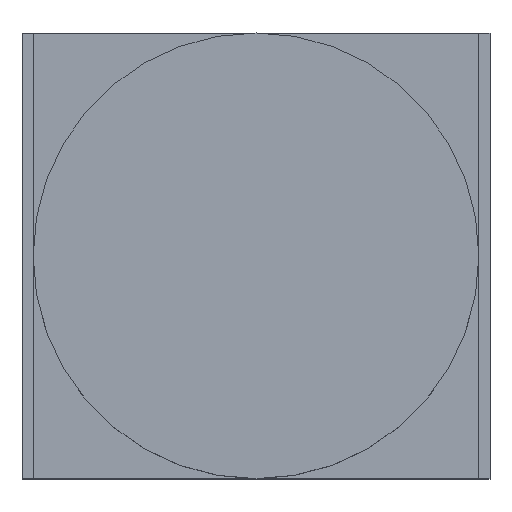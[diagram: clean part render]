
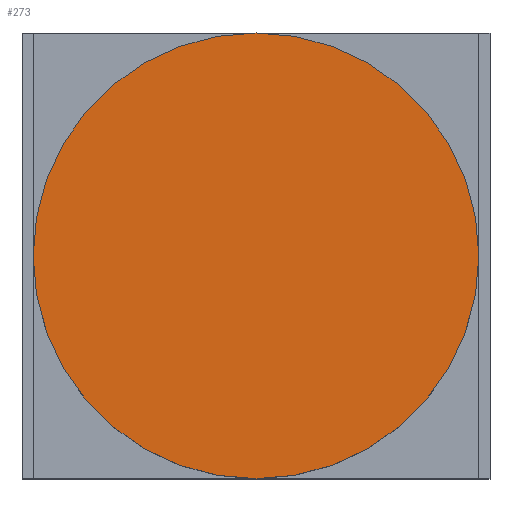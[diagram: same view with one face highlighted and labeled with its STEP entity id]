
A CAD part, top view. The second image highlights one B-rep face of the part: STEP entity #273.
In plain terms, the highlighted planar face has unit normal (0, 0, 1).
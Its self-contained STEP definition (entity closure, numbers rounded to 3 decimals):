
#244 = EDGE_CURVE('',#245,#245,#247,.T.);
#245 = VERTEX_POINT('',#246);
#246 = CARTESIAN_POINT('',(2.,0.,1.7));
#247 = CIRCLE('',#248,2.);
#248 = AXIS2_PLACEMENT_3D('',#249,#250,#251);
#249 = CARTESIAN_POINT('',(0.,0.,1.7));
#250 = DIRECTION('',(0.,0.,1.));
#251 = DIRECTION('',(1.,0.,0.));
#273 = ADVANCED_FACE('',(#274),#277,.T.);
#274 = FACE_BOUND('',#275,.T.);
#275 = EDGE_LOOP('',(#276));
#276 = ORIENTED_EDGE('',*,*,#244,.T.);
#277 = PLANE('',#278);
#278 = AXIS2_PLACEMENT_3D('',#279,#280,#281);
#279 = CARTESIAN_POINT('',(0.,0.,1.7));
#280 = DIRECTION('',(0.,0.,1.));
#281 = DIRECTION('',(1.,0.,0.));
